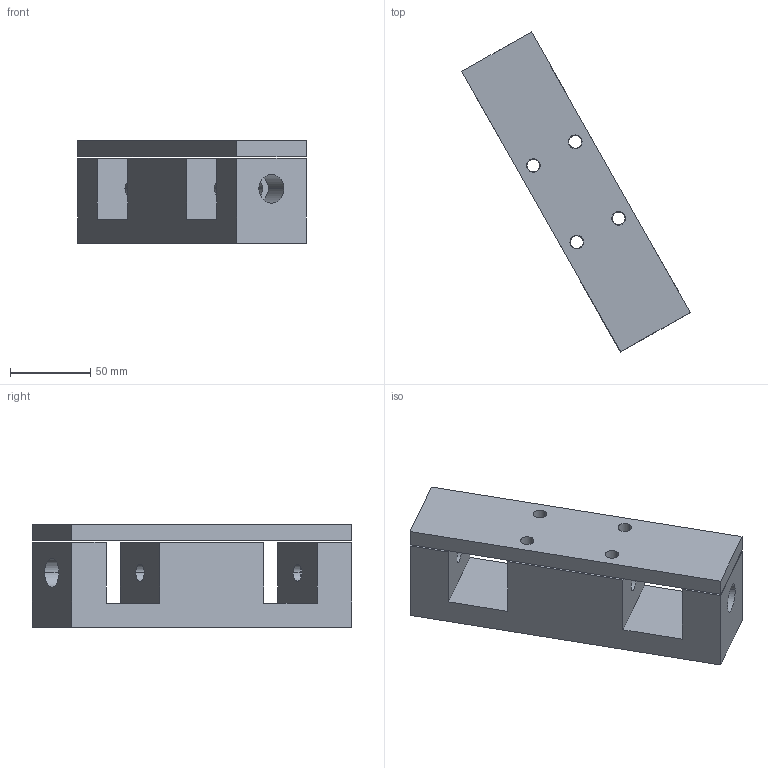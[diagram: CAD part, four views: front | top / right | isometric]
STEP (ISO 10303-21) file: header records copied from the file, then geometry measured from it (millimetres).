
FILE_DESCRIPTION (( 'STEP AP214' ), '1' );
FILE_NAME ('drill guide 1.5 brace.STEP', '2016-10-17T05:49:24', ( '' ), ( '' ), 'SwSTEP 2.0', 'SolidWorks 2014', '' );
FILE_SCHEMA (( 'AUTOMOTIVE_DESIGN' ));
Length unit declared in the file: millimetre
Products named in the file (1): drill guide 1.5 brace
Bounding box: 142.64 x 199.61 x 64 mm (x, y, z)
Volume: 457358.2 mm3; surface area: 83698.3 mm2
Topology: 2 solids, 2 shells, 48 faces, 126 edges, 84 vertices
Faces by surface type: cylinder 26, plane 22
Entity records: 1589 total; most frequent: DIRECTION 276, CARTESIAN_POINT 259, ORIENTED_EDGE 252, EDGE_CURVE 126, AXIS2_PLACEMENT_3D 101, VERTEX_POINT 84, VECTOR 74, LINE 74
